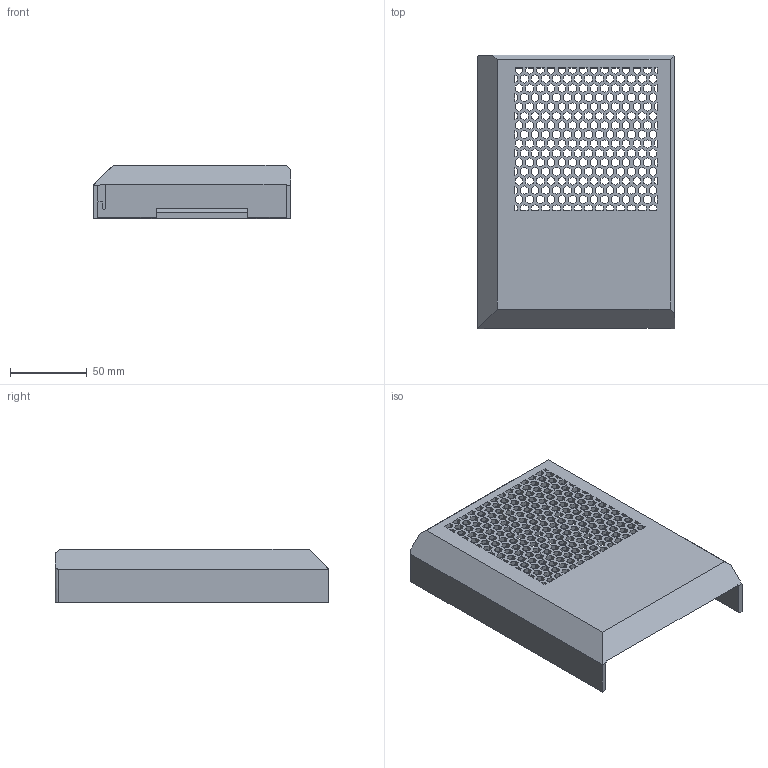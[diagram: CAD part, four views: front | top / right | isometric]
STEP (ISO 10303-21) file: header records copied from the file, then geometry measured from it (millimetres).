
FILE_DESCRIPTION(/* description */ (''),/* implementation_level */ '2;1');
FILE_NAME(/* name */ 'Fan holder Cover B5 - Covr Top.step',/* time_stamp */ '2024-01-07T13:27:50-07:00',/* author */ (''),/* organization */ (''),/* preprocessor_version */ 'ST-DEVELOPER v20',/* originating_system */ 'Autodesk Translation Framework v12.14.0.127',/* authorisation */ '');
FILE_SCHEMA (('AUTOMOTIVE_DESIGN { 1 0 10303 214 3 1 1 }'));
Length unit declared in the file: millimetre
Products named in the file (1): Cover
Bounding box: 129 x 179 x 35 mm (x, y, z)
Volume: 115360.3 mm3; surface area: 79592.1 mm2
Topology: 1 solids, 1 shells, 1325 faces, 3965 edges, 2642 vertices
Faces by surface type: plane 1323, cylinder 2
Entity records: 44581 total; most frequent: CARTESIAN_POINT 7933, ORIENTED_EDGE 7930, DIRECTION 6622, EDGE_CURVE 3965, LINE 3960, VECTOR 3960, VERTEX_POINT 2642, EDGE_LOOP 1773
